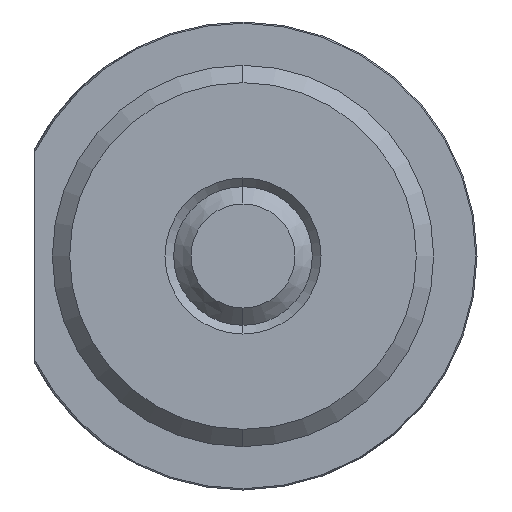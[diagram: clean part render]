
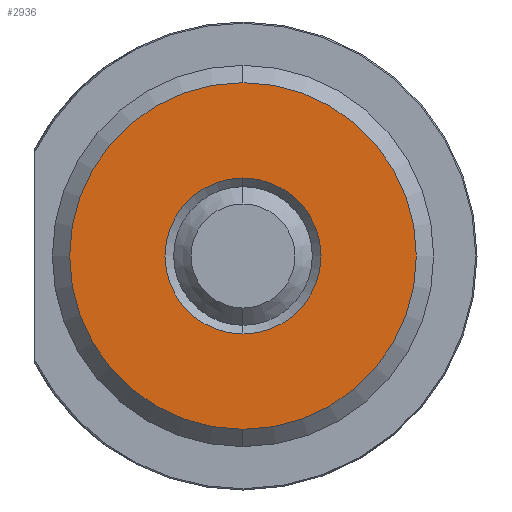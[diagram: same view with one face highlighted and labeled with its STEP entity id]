
A CAD part, left-side view. The second image highlights one B-rep face of the part: STEP entity #2936.
In plain terms, the highlighted planar face has unit normal (-1, 0, 0).
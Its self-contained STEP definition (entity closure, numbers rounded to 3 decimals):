
#147 = EDGE_LOOP ( 'NONE', ( #1434, #1355 ) ) ;
#191 = EDGE_LOOP ( 'NONE', ( #1322, #1338 ) ) ;
#372 = CARTESIAN_POINT ( 'NONE',  ( 0., 0., -10. ) ) ;
#374 = CARTESIAN_POINT ( 'NONE',  ( 0., 0., 10. ) ) ;
#643 = CARTESIAN_POINT ( 'NONE',  ( 0., 4., 0. ) ) ;
#649 = PLANE ( 'NONE',  #1087 ) ;
#650 = DIRECTION ( 'NONE',  ( 1., 0., 0. ) ) ;
#651 = DIRECTION ( 'NONE',  ( 0., 0., -1. ) ) ;
#1087 = AXIS2_PLACEMENT_3D ( 'NONE', #643, #650, #651 ) ;
#1199 = CIRCLE ( 'NONE', #1696, 4.5 ) ;
#1263 = CIRCLE ( 'NONE', #1727, 10. ) ;
#1322 = ORIENTED_EDGE ( 'NONE', *, *, #1482, .T. ) ;
#1338 = ORIENTED_EDGE ( 'NONE', *, *, #1585, .T. ) ;
#1355 = ORIENTED_EDGE ( 'NONE', *, *, #1530, .T. ) ;
#1434 = ORIENTED_EDGE ( 'NONE', *, *, #1587, .T. ) ;
#1482 = EDGE_CURVE ( 'NONE', #1773, #1774, #1199, .T. ) ;
#1530 = EDGE_CURVE ( 'NONE', #2060, #2047, #1263, .T. ) ;
#1585 = EDGE_CURVE ( 'NONE', #1774, #1773, #2446, .T. ) ;
#1587 = EDGE_CURVE ( 'NONE', #2047, #2060, #2449, .T. ) ;
#1696 = AXIS2_PLACEMENT_3D ( 'NONE', #2219, #2214, #2208 ) ;
#1727 = AXIS2_PLACEMENT_3D ( 'NONE', #2339, #2336, #2335 ) ;
#1752 = AXIS2_PLACEMENT_3D ( 'NONE', #2088, #2073, #2072 ) ;
#1755 = AXIS2_PLACEMENT_3D ( 'NONE', #2075, #2065, #2063 ) ;
#1773 = VERTEX_POINT ( 'NONE', #3127 ) ;
#1774 = VERTEX_POINT ( 'NONE', #3126 ) ;
#2047 = VERTEX_POINT ( 'NONE', #372 ) ;
#2060 = VERTEX_POINT ( 'NONE', #374 ) ;
#2063 = DIRECTION ( 'NONE',  ( 0., 0., -1. ) ) ;
#2065 = DIRECTION ( 'NONE',  ( -1., 0., 0. ) ) ;
#2072 = DIRECTION ( 'NONE',  ( 0., 0., -1. ) ) ;
#2073 = DIRECTION ( 'NONE',  ( 1., 0., 0. ) ) ;
#2075 = CARTESIAN_POINT ( 'NONE',  ( 0., 0., 0. ) ) ;
#2088 = CARTESIAN_POINT ( 'NONE',  ( 0., 0., 0. ) ) ;
#2208 = DIRECTION ( 'NONE',  ( 0., 0., -1. ) ) ;
#2214 = DIRECTION ( 'NONE',  ( 1., 0., 0. ) ) ;
#2219 = CARTESIAN_POINT ( 'NONE',  ( 0., 0., 0. ) ) ;
#2335 = DIRECTION ( 'NONE',  ( 0., 0., -1. ) ) ;
#2336 = DIRECTION ( 'NONE',  ( -1., 0., 0. ) ) ;
#2339 = CARTESIAN_POINT ( 'NONE',  ( 0., 0., 0. ) ) ;
#2446 = CIRCLE ( 'NONE', #1752, 4.5 ) ;
#2449 = CIRCLE ( 'NONE', #1755, 10. ) ;
#2724 = FACE_OUTER_BOUND ( 'NONE', #147, .T. ) ;
#2726 = FACE_BOUND ( 'NONE', #191, .T. ) ;
#2936 = ADVANCED_FACE ( 'NONE', ( #2726, #2724 ), #649, .F. ) ;
#3126 = CARTESIAN_POINT ( 'NONE',  ( 0., 0., -4.5 ) ) ;
#3127 = CARTESIAN_POINT ( 'NONE',  ( 0., 0., 4.5 ) ) ;
